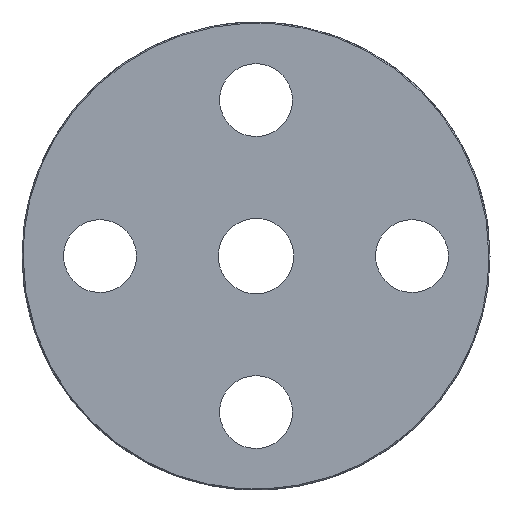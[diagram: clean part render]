
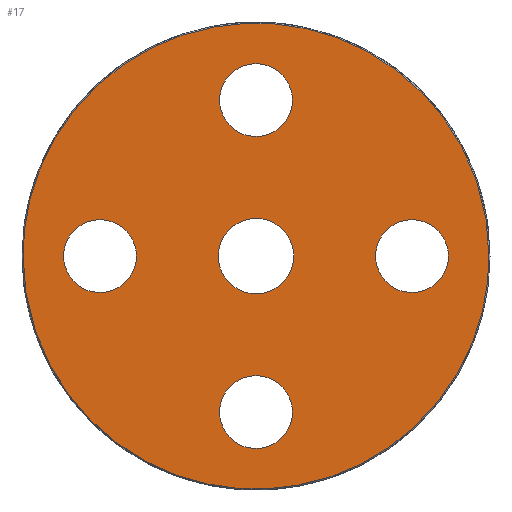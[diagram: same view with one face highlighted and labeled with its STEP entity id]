
A CAD part, front view. The second image highlights one B-rep face of the part: STEP entity #17.
In plain terms, the highlighted free-form (B-spline) face has degree [1, 1] with [2, 2] control points.
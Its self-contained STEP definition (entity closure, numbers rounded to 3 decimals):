
#17 = ADVANCED_FACE('',(#18,#40,#62,#84,#106,#128),#150,.F.);
#18 = FACE_BOUND('',#19,.F.);
#19 = EDGE_LOOP('',(#20,#32));
#20 = ORIENTED_EDGE('',*,*,#21,.F.);
#21 = EDGE_CURVE('',#22,#24,#26,.T.);
#22 = VERTEX_POINT('',#23);
#23 = CARTESIAN_POINT('',(-49.242,0.,0.));
#24 = VERTEX_POINT('',#25);
#25 = CARTESIAN_POINT('',(49.242,0.,0.));
#26 = ( BOUNDED_CURVE() B_SPLINE_CURVE(2,(#27,#28,#29,#30,#31),
.UNSPECIFIED.,.F.,.F.) B_SPLINE_CURVE_WITH_KNOTS((3,2,3),(0.,
1.571,3.142),.PIECEWISE_BEZIER_KNOTS.) CURVE() 
GEOMETRIC_REPRESENTATION_ITEM() RATIONAL_B_SPLINE_CURVE((1.,
0.707,1.,0.707,1.)) REPRESENTATION_ITEM('') );
#27 = CARTESIAN_POINT('',(-49.242,0.,0.));
#28 = CARTESIAN_POINT('',(-49.242,0.,-49.242));
#29 = CARTESIAN_POINT('',(0.,0.,-49.242));
#30 = CARTESIAN_POINT('',(49.242,0.,-49.242));
#31 = CARTESIAN_POINT('',(49.242,0.,0.));
#32 = ORIENTED_EDGE('',*,*,#33,.F.);
#33 = EDGE_CURVE('',#24,#22,#34,.T.);
#34 = ( BOUNDED_CURVE() B_SPLINE_CURVE(2,(#35,#36,#37,#38,#39),
.UNSPECIFIED.,.F.,.F.) B_SPLINE_CURVE_WITH_KNOTS((3,2,3),(0.,
1.571,3.142),.PIECEWISE_BEZIER_KNOTS.) CURVE() 
GEOMETRIC_REPRESENTATION_ITEM() RATIONAL_B_SPLINE_CURVE((1.,
0.707,1.,0.707,1.)) REPRESENTATION_ITEM('') );
#35 = CARTESIAN_POINT('',(49.242,0.,0.));
#36 = CARTESIAN_POINT('',(49.242,0.,49.242));
#37 = CARTESIAN_POINT('',(0.,0.,49.242));
#38 = CARTESIAN_POINT('',(-49.242,0.,49.242));
#39 = CARTESIAN_POINT('',(-49.242,0.,0.));
#40 = FACE_BOUND('',#41,.F.);
#41 = EDGE_LOOP('',(#42,#54));
#42 = ORIENTED_EDGE('',*,*,#43,.F.);
#43 = EDGE_CURVE('',#44,#46,#48,.T.);
#44 = VERTEX_POINT('',#45);
#45 = CARTESIAN_POINT('',(7.694,0.,-32.975));
#46 = VERTEX_POINT('',#47);
#47 = CARTESIAN_POINT('',(-7.694,0.,-32.975));
#48 = ( BOUNDED_CURVE() B_SPLINE_CURVE(2,(#49,#50,#51,#52,#53),
.UNSPECIFIED.,.F.,.F.) B_SPLINE_CURVE_WITH_KNOTS((3,2,3),(0.,
1.571,3.142),.PIECEWISE_BEZIER_KNOTS.) CURVE() 
GEOMETRIC_REPRESENTATION_ITEM() RATIONAL_B_SPLINE_CURVE((1.,
0.707,1.,0.707,1.)) REPRESENTATION_ITEM('') );
#49 = CARTESIAN_POINT('',(7.694,0.,-32.975));
#50 = CARTESIAN_POINT('',(7.694,0.,-40.669));
#51 = CARTESIAN_POINT('',(0.,0.,-40.669));
#52 = CARTESIAN_POINT('',(-7.694,0.,-40.669));
#53 = CARTESIAN_POINT('',(-7.694,0.,-32.975));
#54 = ORIENTED_EDGE('',*,*,#55,.F.);
#55 = EDGE_CURVE('',#46,#44,#56,.T.);
#56 = ( BOUNDED_CURVE() B_SPLINE_CURVE(2,(#57,#58,#59,#60,#61),
.UNSPECIFIED.,.F.,.F.) B_SPLINE_CURVE_WITH_KNOTS((3,2,3),(0.,
1.571,3.142),.PIECEWISE_BEZIER_KNOTS.) CURVE() 
GEOMETRIC_REPRESENTATION_ITEM() RATIONAL_B_SPLINE_CURVE((1.,
0.707,1.,0.707,1.)) REPRESENTATION_ITEM('') );
#57 = CARTESIAN_POINT('',(-7.694,0.,-32.975));
#58 = CARTESIAN_POINT('',(-7.694,0.,-25.28));
#59 = CARTESIAN_POINT('',(0.,0.,-25.28));
#60 = CARTESIAN_POINT('',(7.694,0.,-25.28));
#61 = CARTESIAN_POINT('',(7.694,0.,-32.975));
#62 = FACE_BOUND('',#63,.F.);
#63 = EDGE_LOOP('',(#64,#76));
#64 = ORIENTED_EDGE('',*,*,#65,.F.);
#65 = EDGE_CURVE('',#66,#68,#70,.T.);
#66 = VERTEX_POINT('',#67);
#67 = CARTESIAN_POINT('',(-25.28,0.,0.));
#68 = VERTEX_POINT('',#69);
#69 = CARTESIAN_POINT('',(-40.669,0.,0.));
#70 = ( BOUNDED_CURVE() B_SPLINE_CURVE(2,(#71,#72,#73,#74,#75),
.UNSPECIFIED.,.F.,.F.) B_SPLINE_CURVE_WITH_KNOTS((3,2,3),(0.,
1.571,3.142),.PIECEWISE_BEZIER_KNOTS.) CURVE() 
GEOMETRIC_REPRESENTATION_ITEM() RATIONAL_B_SPLINE_CURVE((1.,
0.707,1.,0.707,1.)) REPRESENTATION_ITEM('') );
#71 = CARTESIAN_POINT('',(-25.28,0.,0.));
#72 = CARTESIAN_POINT('',(-25.28,0.,-7.694));
#73 = CARTESIAN_POINT('',(-32.975,0.,-7.694));
#74 = CARTESIAN_POINT('',(-40.669,0.,-7.694));
#75 = CARTESIAN_POINT('',(-40.669,0.,0.));
#76 = ORIENTED_EDGE('',*,*,#77,.F.);
#77 = EDGE_CURVE('',#68,#66,#78,.T.);
#78 = ( BOUNDED_CURVE() B_SPLINE_CURVE(2,(#79,#80,#81,#82,#83),
.UNSPECIFIED.,.F.,.F.) B_SPLINE_CURVE_WITH_KNOTS((3,2,3),(0.,
1.571,3.142),.PIECEWISE_BEZIER_KNOTS.) CURVE() 
GEOMETRIC_REPRESENTATION_ITEM() RATIONAL_B_SPLINE_CURVE((1.,
0.707,1.,0.707,1.)) REPRESENTATION_ITEM('') );
#79 = CARTESIAN_POINT('',(-40.669,0.,0.));
#80 = CARTESIAN_POINT('',(-40.669,0.,7.694));
#81 = CARTESIAN_POINT('',(-32.975,0.,7.694));
#82 = CARTESIAN_POINT('',(-25.28,0.,7.694));
#83 = CARTESIAN_POINT('',(-25.28,0.,0.));
#84 = FACE_BOUND('',#85,.F.);
#85 = EDGE_LOOP('',(#86,#98));
#86 = ORIENTED_EDGE('',*,*,#87,.F.);
#87 = EDGE_CURVE('',#88,#90,#92,.T.);
#88 = VERTEX_POINT('',#89);
#89 = CARTESIAN_POINT('',(7.694,0.,32.975));
#90 = VERTEX_POINT('',#91);
#91 = CARTESIAN_POINT('',(-7.694,0.,32.975));
#92 = ( BOUNDED_CURVE() B_SPLINE_CURVE(2,(#93,#94,#95,#96,#97),
.UNSPECIFIED.,.F.,.F.) B_SPLINE_CURVE_WITH_KNOTS((3,2,3),(0.,
1.571,3.142),.PIECEWISE_BEZIER_KNOTS.) CURVE() 
GEOMETRIC_REPRESENTATION_ITEM() RATIONAL_B_SPLINE_CURVE((1.,
0.707,1.,0.707,1.)) REPRESENTATION_ITEM('') );
#93 = CARTESIAN_POINT('',(7.694,0.,32.975));
#94 = CARTESIAN_POINT('',(7.694,0.,25.28));
#95 = CARTESIAN_POINT('',(0.,0.,25.28));
#96 = CARTESIAN_POINT('',(-7.694,0.,25.28));
#97 = CARTESIAN_POINT('',(-7.694,0.,32.975));
#98 = ORIENTED_EDGE('',*,*,#99,.F.);
#99 = EDGE_CURVE('',#90,#88,#100,.T.);
#100 = ( BOUNDED_CURVE() B_SPLINE_CURVE(2,(#101,#102,#103,#104,#105),
.UNSPECIFIED.,.F.,.F.) B_SPLINE_CURVE_WITH_KNOTS((3,2,3),(0.,
1.571,3.142),.PIECEWISE_BEZIER_KNOTS.) CURVE() 
GEOMETRIC_REPRESENTATION_ITEM() RATIONAL_B_SPLINE_CURVE((1.,
0.707,1.,0.707,1.)) REPRESENTATION_ITEM('') );
#101 = CARTESIAN_POINT('',(-7.694,0.,32.975));
#102 = CARTESIAN_POINT('',(-7.694,0.,40.669));
#103 = CARTESIAN_POINT('',(0.,0.,40.669));
#104 = CARTESIAN_POINT('',(7.694,0.,40.669));
#105 = CARTESIAN_POINT('',(7.694,0.,32.975));
#106 = FACE_BOUND('',#107,.F.);
#107 = EDGE_LOOP('',(#108,#120));
#108 = ORIENTED_EDGE('',*,*,#109,.F.);
#109 = EDGE_CURVE('',#110,#112,#114,.T.);
#110 = VERTEX_POINT('',#111);
#111 = CARTESIAN_POINT('',(40.669,0.,0.));
#112 = VERTEX_POINT('',#113);
#113 = CARTESIAN_POINT('',(25.28,0.,0.));
#114 = ( BOUNDED_CURVE() B_SPLINE_CURVE(2,(#115,#116,#117,#118,#119),
.UNSPECIFIED.,.F.,.F.) B_SPLINE_CURVE_WITH_KNOTS((3,2,3),(0.,
1.571,3.142),.PIECEWISE_BEZIER_KNOTS.) CURVE() 
GEOMETRIC_REPRESENTATION_ITEM() RATIONAL_B_SPLINE_CURVE((1.,
0.707,1.,0.707,1.)) REPRESENTATION_ITEM('') );
#115 = CARTESIAN_POINT('',(40.669,0.,0.));
#116 = CARTESIAN_POINT('',(40.669,0.,-7.694));
#117 = CARTESIAN_POINT('',(32.975,0.,-7.694));
#118 = CARTESIAN_POINT('',(25.28,0.,-7.694));
#119 = CARTESIAN_POINT('',(25.28,0.,0.));
#120 = ORIENTED_EDGE('',*,*,#121,.F.);
#121 = EDGE_CURVE('',#112,#110,#122,.T.);
#122 = ( BOUNDED_CURVE() B_SPLINE_CURVE(2,(#123,#124,#125,#126,#127),
.UNSPECIFIED.,.F.,.F.) B_SPLINE_CURVE_WITH_KNOTS((3,2,3),(0.,
1.571,3.142),.PIECEWISE_BEZIER_KNOTS.) CURVE() 
GEOMETRIC_REPRESENTATION_ITEM() RATIONAL_B_SPLINE_CURVE((1.,
0.707,1.,0.707,1.)) REPRESENTATION_ITEM('') );
#123 = CARTESIAN_POINT('',(25.28,0.,0.));
#124 = CARTESIAN_POINT('',(25.28,0.,7.694));
#125 = CARTESIAN_POINT('',(32.975,0.,7.694));
#126 = CARTESIAN_POINT('',(40.669,0.,7.694));
#127 = CARTESIAN_POINT('',(40.669,0.,0.));
#128 = FACE_BOUND('',#129,.F.);
#129 = EDGE_LOOP('',(#130,#142));
#130 = ORIENTED_EDGE('',*,*,#131,.F.);
#131 = EDGE_CURVE('',#132,#134,#136,.T.);
#132 = VERTEX_POINT('',#133);
#133 = CARTESIAN_POINT('',(7.969,0.,0.));
#134 = VERTEX_POINT('',#135);
#135 = CARTESIAN_POINT('',(-7.969,0.,0.));
#136 = ( BOUNDED_CURVE() B_SPLINE_CURVE(2,(#137,#138,#139,#140,#141),
.UNSPECIFIED.,.F.,.F.) B_SPLINE_CURVE_WITH_KNOTS((3,2,3),(0.,
1.571,3.142),.PIECEWISE_BEZIER_KNOTS.) CURVE() 
GEOMETRIC_REPRESENTATION_ITEM() RATIONAL_B_SPLINE_CURVE((1.,
0.707,1.,0.707,1.)) REPRESENTATION_ITEM('') );
#137 = CARTESIAN_POINT('',(7.969,0.,0.));
#138 = CARTESIAN_POINT('',(7.969,0.,-7.969));
#139 = CARTESIAN_POINT('',(0.,0.,-7.969));
#140 = CARTESIAN_POINT('',(-7.969,0.,-7.969));
#141 = CARTESIAN_POINT('',(-7.969,0.,0.));
#142 = ORIENTED_EDGE('',*,*,#143,.F.);
#143 = EDGE_CURVE('',#134,#132,#144,.T.);
#144 = ( BOUNDED_CURVE() B_SPLINE_CURVE(2,(#145,#146,#147,#148,#149),
.UNSPECIFIED.,.F.,.F.) B_SPLINE_CURVE_WITH_KNOTS((3,2,3),(0.,
1.571,3.142),.PIECEWISE_BEZIER_KNOTS.) CURVE() 
GEOMETRIC_REPRESENTATION_ITEM() RATIONAL_B_SPLINE_CURVE((1.,
0.707,1.,0.707,1.)) REPRESENTATION_ITEM('') );
#145 = CARTESIAN_POINT('',(-7.969,0.,0.));
#146 = CARTESIAN_POINT('',(-7.969,0.,7.969));
#147 = CARTESIAN_POINT('',(0.,0.,7.969));
#148 = CARTESIAN_POINT('',(7.969,0.,7.969));
#149 = CARTESIAN_POINT('',(7.969,0.,0.));
#150 = B_SPLINE_SURFACE_WITH_KNOTS('',1,1,(
    (#151,#152)
    ,(#153,#154
    )),.UNSPECIFIED.,.F.,.F.,.F.,(2,2),(2,2),(-44.8,44.8),(
    -44.8,44.8),.PIECEWISE_BEZIER_KNOTS.);
#151 = CARTESIAN_POINT('',(-49.242,0.,49.242));
#152 = CARTESIAN_POINT('',(-49.242,0.,-49.242));
#153 = CARTESIAN_POINT('',(49.242,0.,49.242));
#154 = CARTESIAN_POINT('',(49.242,0.,-49.242));
